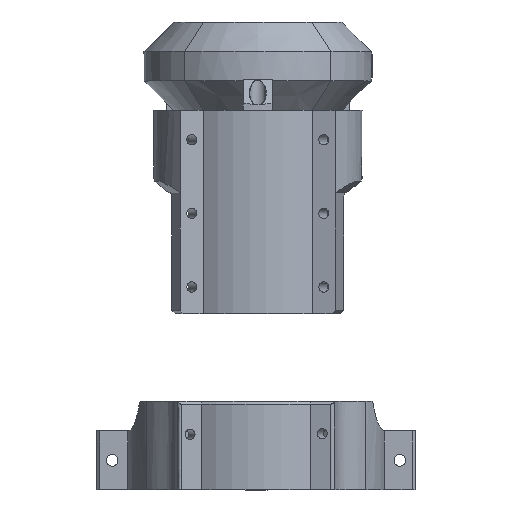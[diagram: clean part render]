
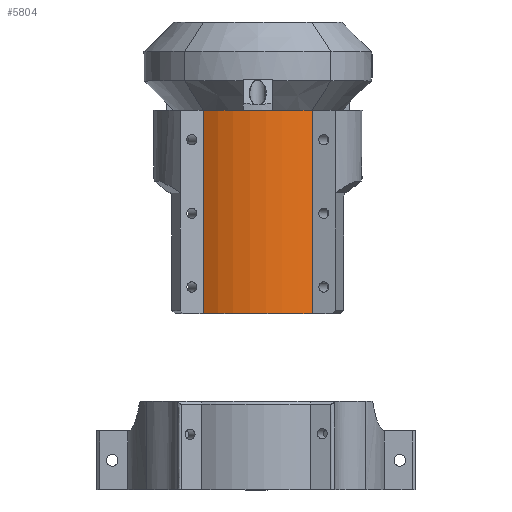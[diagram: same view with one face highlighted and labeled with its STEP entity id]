
A CAD part, top view. The second image highlights one B-rep face of the part: STEP entity #5804.
In plain terms, the highlighted cylindrical face has radius 34.85 mm (diameter 69.7 mm), a partial arc.
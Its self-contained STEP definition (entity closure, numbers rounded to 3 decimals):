
#728=FACE_OUTER_BOUND('',#1066,.T.);
#1066=EDGE_LOOP('',(#4285,#4286,#4287,#4288));
#1419=LINE('',#8800,#1824);
#1466=LINE('',#8973,#1871);
#1824=VECTOR('',#6834,10.);
#1871=VECTOR('',#7009,10.);
#2158=CIRCLE('',#6078,34.85);
#2195=CIRCLE('',#6156,34.85);
#2365=VERTEX_POINT('',#8082);
#2366=VERTEX_POINT('',#8084);
#2462=VERTEX_POINT('',#8799);
#2469=VERTEX_POINT('',#8817);
#2962=EDGE_CURVE('',#2365,#2366,#2158,.T.);
#3097=EDGE_CURVE('',#2462,#2366,#1419,.T.);
#3107=EDGE_CURVE('',#2462,#2469,#2195,.T.);
#3171=EDGE_CURVE('',#2365,#2469,#1466,.T.);
#4285=ORIENTED_EDGE('',*,*,#3171,.T.);
#4286=ORIENTED_EDGE('',*,*,#3107,.F.);
#4287=ORIENTED_EDGE('',*,*,#3097,.T.);
#4288=ORIENTED_EDGE('',*,*,#2962,.F.);
#5661=CYLINDRICAL_SURFACE('',#6215,34.85);
#5804=ADVANCED_FACE('',(#728),#5661,.T.);
#6078=AXIS2_PLACEMENT_3D('',#8085,#6623,#6624);
#6156=AXIS2_PLACEMENT_3D('',#8818,#6850,#6851);
#6215=AXIS2_PLACEMENT_3D('',#8974,#7010,#7011);
#6623=DIRECTION('center_axis',(0.,-1.,0.));
#6624=DIRECTION('ref_axis',(0.532,0.,0.847));
#6834=DIRECTION('',(0.,-1.,0.));
#6850=DIRECTION('center_axis',(0.,1.,0.));
#6851=DIRECTION('ref_axis',(-0.532,0.,0.847));
#7009=DIRECTION('',(0.,1.,0.));
#7010=DIRECTION('center_axis',(0.,1.,0.));
#7011=DIRECTION('ref_axis',(-0.532,0.,0.847));
#8082=CARTESIAN_POINT('',(18.534,-21.,-0.198));
#8084=CARTESIAN_POINT('',(-18.534,-21.,-0.198));
#8085=CARTESIAN_POINT('Origin',(0.,-21.,-29.711));
#8799=CARTESIAN_POINT('',(-18.534,48.,-0.198));
#8800=CARTESIAN_POINT('',(-18.534,24.,-0.198));
#8817=CARTESIAN_POINT('',(18.534,48.,-0.198));
#8818=CARTESIAN_POINT('Origin',(0.,48.,-29.711));
#8973=CARTESIAN_POINT('',(18.534,24.,-0.198));
#8974=CARTESIAN_POINT('Origin',(0.,24.,-29.711));
